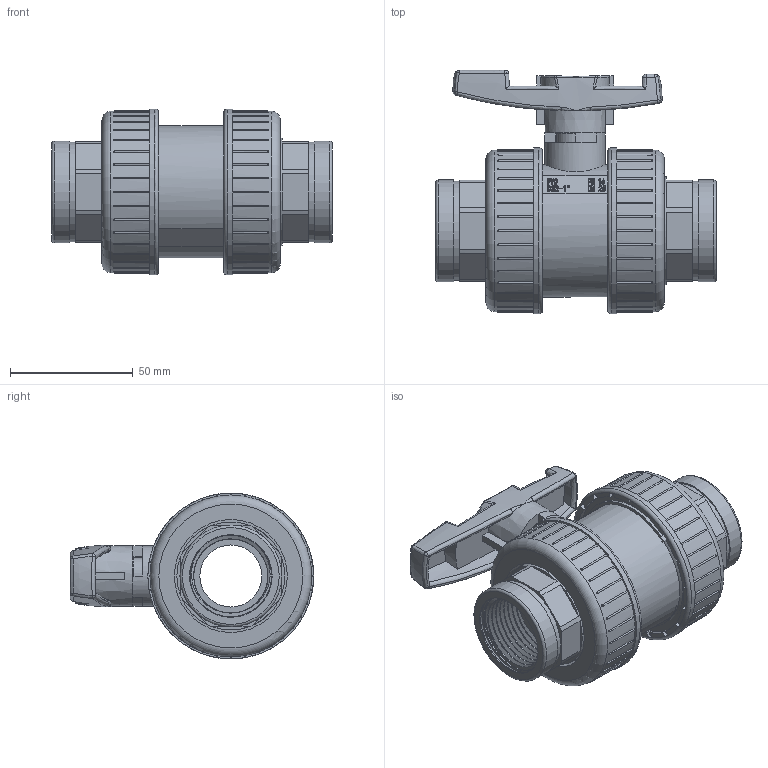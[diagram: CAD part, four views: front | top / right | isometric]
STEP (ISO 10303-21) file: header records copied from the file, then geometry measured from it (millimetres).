
FILE_DESCRIPTION(/* description */ (''),/* implementation_level */ '2;1');
FILE_NAME(/* name */ '32.stp',/* time_stamp */ '2025-12-30T08:09:08+08:00',/* author */ (''),/* organization */ (''),/* preprocessor_version */ 'ST-DEVELOPER v16.7',/* originating_system */ 'SIEMENS PLM Software NX 12.0',/* authorisation */ '');
FILE_SCHEMA (('AUTOMOTIVE_DESIGN { 1 0 10303 214 3 1 1 1 }'));
Products named in the file (1): Admi045C429322qc
Bounding box: 114.36 x 99.36 x 67.68 mm (x, y, z)
Volume: 207434.3 mm3; surface area: 115299.6 mm2
Topology: 18 solids, 18 shells, 1117 faces, 3096 edges, 2004 vertices
Faces by surface type: plane 543, cylinder 231, extrusion 119, sphere 85, bspline 70, torus 62, cone 7
Full cylindrical faces by diameter (mm): 1.721 x1, 2.295 x1, 12.24 x4, 15.12 x3, 15.84 x1, 16.56 x2, 18 x1, 24.578 x1, 25.3 x2, 27.36 x1, 28.08 x2, 28.8 x2, 32.544 x3, 33.12 x1, 33.249 x16, 33.7 x2, 33.84 x3, 36 x2, 36.432 x3, 36.72 x1, 39.96 x1, 40.421 x3, 40.5 x4, 41.5 x2, 42.768 x3, 44 x2, 44.28 x1, 46.08 x2, 46.8 x1, 47.52 x2
Entity records: 48842 total; most frequent: CARTESIAN_POINT 23014, ORIENTED_EDGE 5480, DIRECTION 4807, EDGE_CURVE 2740, VERTEX_POINT 1859, AXIS2_PLACEMENT_3D 1711, VECTOR 1385, EDGE_LOOP 1319
